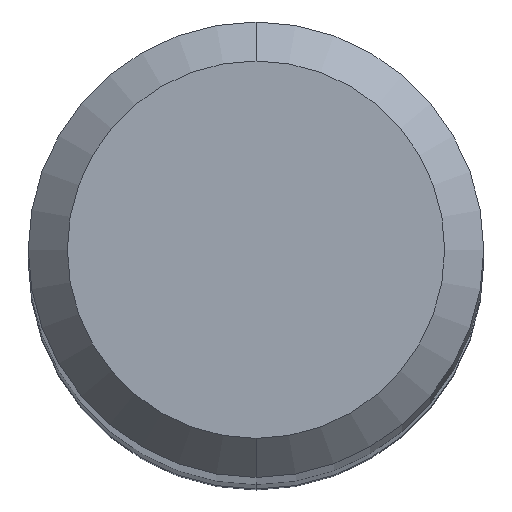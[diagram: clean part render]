
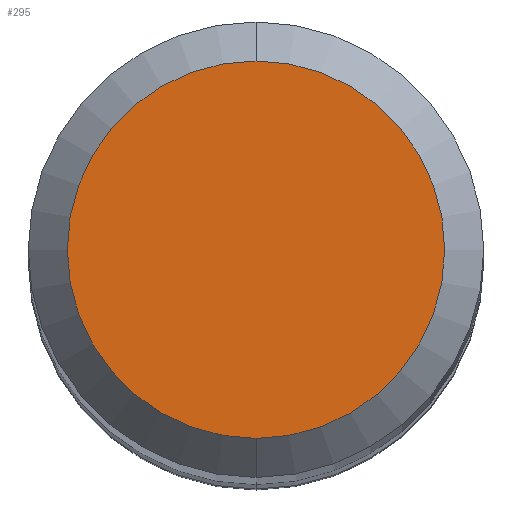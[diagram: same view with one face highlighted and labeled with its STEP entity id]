
A CAD part, top view. The second image highlights one B-rep face of the part: STEP entity #295.
In plain terms, the highlighted planar face has unit normal (0, 0, 1).
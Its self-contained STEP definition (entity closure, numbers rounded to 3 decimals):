
#225=VERTEX_POINT('',#613);
#285=EDGE_CURVE('',#225,#563,#679,.T.);
#295=ADVANCED_FACE('',(#689),#690,.T.);
#547=EDGE_CURVE('',#563,#225,#973,.T.);
#563=VERTEX_POINT('',#989);
#613=CARTESIAN_POINT('',(0.,-1.45,0.0));
#679=CIRCLE('',#1156,1.45);
#689=FACE_OUTER_BOUND('',#1168,.T.);
#690=PLANE('',#1169);
#973=CIRCLE('',#1727,1.45);
#989=CARTESIAN_POINT('',(0.0,1.45,0.0));
#1156=AXIS2_PLACEMENT_3D('',#1871,#1872,#1873);
#1168=EDGE_LOOP('',(#1881,#1882));
#1169=AXIS2_PLACEMENT_3D('',#1883,#1884,#1885);
#1727=AXIS2_PLACEMENT_3D('',#2218,#2219,#2220);
#1871=CARTESIAN_POINT('',(0.0,0.0,0.0));
#1872=DIRECTION('',(0.0,0.0,-1.0));
#1873=DIRECTION('',(0.0,1.0,0.0));
#1881=ORIENTED_EDGE('',*,*,#547,.F.);
#1882=ORIENTED_EDGE('',*,*,#285,.F.);
#1883=CARTESIAN_POINT('',(0.0,0.725,0.0));
#1884=DIRECTION('',(-0.0,0.0,1.0));
#1885=DIRECTION('',(0.0,-1.0,0.0));
#2218=CARTESIAN_POINT('',(0.0,0.0,0.0));
#2219=DIRECTION('',(0.0,0.0,-1.0));
#2220=DIRECTION('',(0.0,1.0,0.0));
